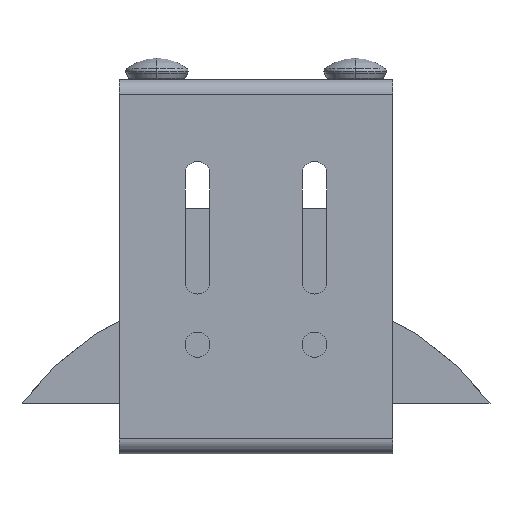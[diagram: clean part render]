
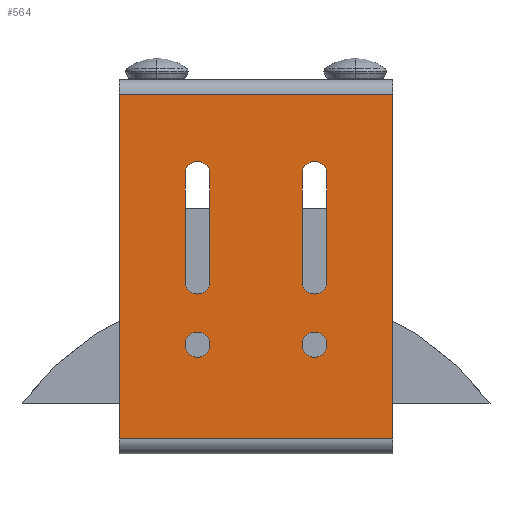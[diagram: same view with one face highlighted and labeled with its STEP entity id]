
A CAD part, left-side view. The second image highlights one B-rep face of the part: STEP entity #564.
In plain terms, the highlighted planar face has unit normal (-1, 0, 0).
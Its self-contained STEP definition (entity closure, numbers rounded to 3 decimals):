
#564=ADVANCED_FACE('',(#1344,#1345,#1346,#1347,#1348),#1349,.T.);
#1344=FACE_BOUND('',#2370,.T.);
#1345=FACE_BOUND('',#2371,.T.);
#1346=FACE_BOUND('',#2372,.T.);
#1347=FACE_BOUND('',#2373,.T.);
#1348=FACE_OUTER_BOUND('',#2374,.T.);
#1349=PLANE('',#2375);
#2370=EDGE_LOOP('',(#3924,#3925,#3926,#3927));
#2371=EDGE_LOOP('',(#3928,#3929,#3930,#3931));
#2372=EDGE_LOOP('',(#3932,#3933));
#2373=EDGE_LOOP('',(#3934,#3935));
#2374=EDGE_LOOP('',(#3936,#3937,#3938,#3939));
#2375=AXIS2_PLACEMENT_3D('',#3940,#3941,#3942);
#3924=ORIENTED_EDGE('',*,*,#5811,.T.);
#3925=ORIENTED_EDGE('',*,*,#5970,.T.);
#3926=ORIENTED_EDGE('',*,*,#5816,.T.);
#3927=ORIENTED_EDGE('',*,*,#5967,.T.);
#3928=ORIENTED_EDGE('',*,*,#5801,.T.);
#3929=ORIENTED_EDGE('',*,*,#5976,.T.);
#3930=ORIENTED_EDGE('',*,*,#5806,.T.);
#3931=ORIENTED_EDGE('',*,*,#5973,.T.);
#3932=ORIENTED_EDGE('',*,*,#5992,.T.);
#3933=ORIENTED_EDGE('',*,*,#5766,.T.);
#3934=ORIENTED_EDGE('',*,*,#5995,.T.);
#3935=ORIENTED_EDGE('',*,*,#5761,.T.);
#3936=ORIENTED_EDGE('',*,*,#6036,.T.);
#3937=ORIENTED_EDGE('',*,*,#6037,.F.);
#3938=ORIENTED_EDGE('',*,*,#6007,.F.);
#3939=ORIENTED_EDGE('',*,*,#6034,.T.);
#3940=CARTESIAN_POINT('',(0.0,35.0,48.));
#3941=DIRECTION('',(-1.0,0.0,0.0));
#3942=DIRECTION('',(0.0,0.0,-1.0));
#5761=EDGE_CURVE('',#6828,#6825,#6829,.T.);
#5766=EDGE_CURVE('',#6837,#6834,#6838,.T.);
#5801=EDGE_CURVE('',#6900,#6897,#6901,.T.);
#5806=EDGE_CURVE('',#6909,#6906,#6910,.T.);
#5811=EDGE_CURVE('',#6918,#6915,#6919,.T.);
#5816=EDGE_CURVE('',#6927,#6924,#6928,.T.);
#5967=EDGE_CURVE('',#6924,#6918,#7137,.T.);
#5970=EDGE_CURVE('',#6915,#6927,#7140,.T.);
#5973=EDGE_CURVE('',#6906,#6900,#7143,.T.);
#5976=EDGE_CURVE('',#6897,#6909,#7146,.T.);
#5992=EDGE_CURVE('',#6834,#6837,#7162,.T.);
#5995=EDGE_CURVE('',#6825,#6828,#7165,.T.);
#6007=EDGE_CURVE('',#7185,#7186,#7187,.T.);
#6034=EDGE_CURVE('',#7185,#7224,#7226,.T.);
#6036=EDGE_CURVE('',#7224,#7228,#7229,.T.);
#6037=EDGE_CURVE('',#7186,#7228,#7230,.T.);
#6825=VERTEX_POINT('',#8303);
#6828=VERTEX_POINT('',#8307);
#6829=CIRCLE('',#8308,3.2);
#6834=VERTEX_POINT('',#8314);
#6837=VERTEX_POINT('',#8318);
#6838=CIRCLE('',#8319,3.2);
#6897=VERTEX_POINT('',#8391);
#6900=VERTEX_POINT('',#8395);
#6901=CIRCLE('',#8396,3.2);
#6906=VERTEX_POINT('',#8402);
#6909=VERTEX_POINT('',#8406);
#6910=CIRCLE('',#8407,3.2);
#6915=VERTEX_POINT('',#8413);
#6918=VERTEX_POINT('',#8417);
#6919=CIRCLE('',#8418,3.2);
#6924=VERTEX_POINT('',#8424);
#6927=VERTEX_POINT('',#8428);
#6928=CIRCLE('',#8429,3.2);
#7137=LINE('',#8668,#8669);
#7140=LINE('',#8673,#8674);
#7143=LINE('',#8678,#8679);
#7146=LINE('',#8683,#8684);
#7162=CIRCLE('',#8701,3.2);
#7165=CIRCLE('',#8704,3.2);
#7185=VERTEX_POINT('',#8728);
#7186=VERTEX_POINT('',#8729);
#7187=LINE('',#8730,#8731);
#7224=VERTEX_POINT('',#8782);
#7226=LINE('',#8784,#8785);
#7228=VERTEX_POINT('',#8787);
#7229=LINE('',#8788,#8789);
#7230=LINE('',#8790,#8791);
#8303=CARTESIAN_POINT('',(0.0,-15.0,24.8));
#8307=CARTESIAN_POINT('',(0.0,-15.0,31.2));
#8308=AXIS2_PLACEMENT_3D('',#10098,#10099,#10100);
#8314=CARTESIAN_POINT('',(0.0,15.0,24.8));
#8318=CARTESIAN_POINT('',(0.0,15.0,31.2));
#8319=AXIS2_PLACEMENT_3D('',#10106,#10107,#10108);
#8391=CARTESIAN_POINT('',(0.0,-18.2,71.8));
#8395=CARTESIAN_POINT('',(0.0,-11.8,71.8));
#8396=AXIS2_PLACEMENT_3D('',#10162,#10163,#10164);
#8402=CARTESIAN_POINT('',(0.0,-11.8,44.2));
#8406=CARTESIAN_POINT('',(0.0,-18.2,44.2));
#8407=AXIS2_PLACEMENT_3D('',#10170,#10171,#10172);
#8413=CARTESIAN_POINT('',(0.0,11.8,71.8));
#8417=CARTESIAN_POINT('',(0.0,18.2,71.8));
#8418=AXIS2_PLACEMENT_3D('',#10178,#10179,#10180);
#8424=CARTESIAN_POINT('',(0.0,18.2,44.2));
#8428=CARTESIAN_POINT('',(0.0,11.8,44.2));
#8429=AXIS2_PLACEMENT_3D('',#10186,#10187,#10188);
#8668=CARTESIAN_POINT('',(0.0,18.2,53.));
#8669=VECTOR('',#10438,1.0);
#8673=CARTESIAN_POINT('',(0.0,11.8,56.45));
#8674=VECTOR('',#10440,1.0);
#8678=CARTESIAN_POINT('',(0.0,-11.8,53.));
#8679=VECTOR('',#10442,1.0);
#8683=CARTESIAN_POINT('',(0.0,-18.2,56.45));
#8684=VECTOR('',#10444,1.0);
#8701=AXIS2_PLACEMENT_3D('',#10467,#10468,#10469);
#8704=AXIS2_PLACEMENT_3D('',#10473,#10474,#10475);
#8728=CARTESIAN_POINT('',(0.,35.0,3.84));
#8729=CARTESIAN_POINT('',(0.0,35.0,92.16));
#8730=CARTESIAN_POINT('',(0.0,35.0,3.84));
#8731=VECTOR('',#10492,1.0);
#8782=CARTESIAN_POINT('',(0.,-35.0,3.84));
#8784=CARTESIAN_POINT('',(0.,35.0,3.84));
#8785=VECTOR('',#10528,1.0);
#8787=CARTESIAN_POINT('',(0.0,-35.0,92.16));
#8788=CARTESIAN_POINT('',(0.0,-35.0,3.84));
#8789=VECTOR('',#10529,1.0);
#8790=CARTESIAN_POINT('',(0.0,35.0,92.16));
#8791=VECTOR('',#10530,1.0);
#10098=CARTESIAN_POINT('',(0.0,-15.0,28.0));
#10099=DIRECTION('',(1.0,-0.0,0.0));
#10100=DIRECTION('',(0.0,0.0,-1.0));
#10106=CARTESIAN_POINT('',(0.0,15.0,28.0));
#10107=DIRECTION('',(1.0,-0.0,0.0));
#10108=DIRECTION('',(0.0,0.0,-1.0));
#10162=CARTESIAN_POINT('',(0.0,-15.0,71.8));
#10163=DIRECTION('',(1.0,-0.0,0.0));
#10164=DIRECTION('',(0.0,1.,0.));
#10170=CARTESIAN_POINT('',(0.0,-15.0,44.2));
#10171=DIRECTION('',(1.0,0.0,-0.0));
#10172=DIRECTION('',(0.0,-1.,0.));
#10178=CARTESIAN_POINT('',(0.0,15.0,71.8));
#10179=DIRECTION('',(1.0,-0.0,0.0));
#10180=DIRECTION('',(0.0,1.,0.));
#10186=CARTESIAN_POINT('',(0.0,15.0,44.2));
#10187=DIRECTION('',(1.0,0.0,-0.0));
#10188=DIRECTION('',(0.0,-1.,0.));
#10438=DIRECTION('',(0.0,-0.0,1.0));
#10440=DIRECTION('',(-0.0,-0.0,-1.0));
#10442=DIRECTION('',(0.0,-0.0,1.0));
#10444=DIRECTION('',(-0.0,-0.0,-1.0));
#10467=CARTESIAN_POINT('',(0.0,15.0,28.0));
#10468=DIRECTION('',(1.0,-0.0,0.0));
#10469=DIRECTION('',(0.0,0.0,-1.0));
#10473=CARTESIAN_POINT('',(0.0,-15.0,28.0));
#10474=DIRECTION('',(1.0,-0.0,0.0));
#10475=DIRECTION('',(0.0,0.0,-1.0));
#10492=DIRECTION('',(0.0,0.0,1.0));
#10528=DIRECTION('',(0.0,-1.0,0.0));
#10529=DIRECTION('',(0.0,0.0,1.0));
#10530=DIRECTION('',(0.0,-1.0,0.0));
